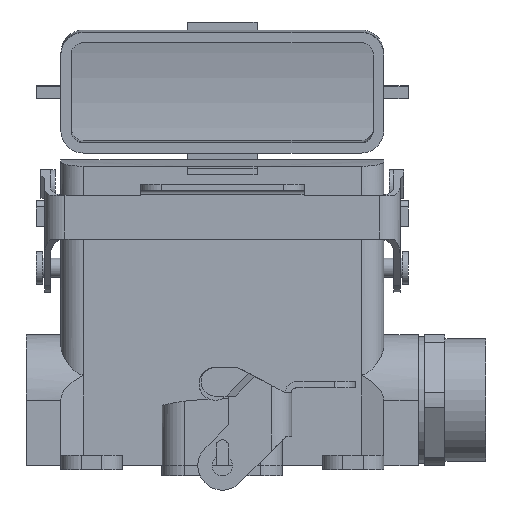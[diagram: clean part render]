
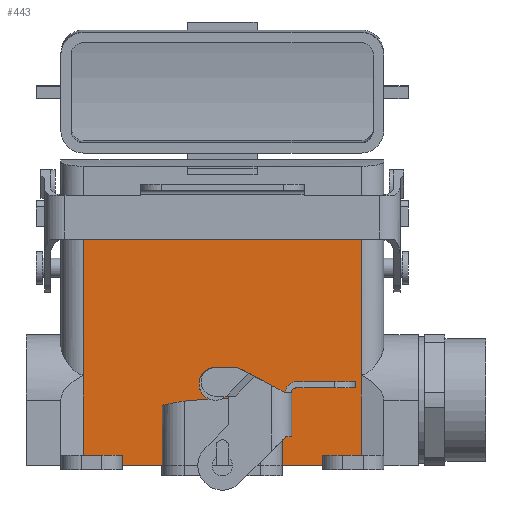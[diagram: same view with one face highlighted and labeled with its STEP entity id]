
A CAD part, front view. The second image highlights one B-rep face of the part: STEP entity #443.
In plain terms, the highlighted planar face has unit normal (0, -1, 0).
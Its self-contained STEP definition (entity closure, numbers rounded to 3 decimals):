
#443 = ADVANCED_FACE( '', ( #1065 ), #1066, .T. );
#1065 = FACE_OUTER_BOUND( '', #1918, .T. );
#1066 = PLANE( '', #1919 );
#1918 = EDGE_LOOP( '', ( #3142, #3143, #3144, #3145, #3146, #3147, #3148, #3149, #3150, #3151 ) );
#1919 = AXIS2_PLACEMENT_3D( '', #3152, #3153, #3154 );
#3142 = ORIENTED_EDGE( '', *, *, #4906, .T. );
#3143 = ORIENTED_EDGE( '', *, *, #5205, .F. );
#3144 = ORIENTED_EDGE( '', *, *, #5206, .T. );
#3145 = ORIENTED_EDGE( '', *, *, #5207, .F. );
#3146 = ORIENTED_EDGE( '', *, *, #5208, .F. );
#3147 = ORIENTED_EDGE( '', *, *, #5200, .T. );
#3148 = ORIENTED_EDGE( '', *, *, #5062, .F. );
#3149 = ORIENTED_EDGE( '', *, *, #4874, .F. );
#3150 = ORIENTED_EDGE( '', *, *, #5119, .F. );
#3151 = ORIENTED_EDGE( '', *, *, #5209, .T. );
#3152 = CARTESIAN_POINT( '', ( -34., -14.75, 56. ) );
#3153 = DIRECTION( '', ( 0., -1., 0. ) );
#3154 = DIRECTION( '', ( 0., 0., 1. ) );
#4874 = EDGE_CURVE( '', #5788, #5783, #5790, .T. );
#4906 = EDGE_CURVE( '', #5847, #5845, #5848, .T. );
#5062 = EDGE_CURVE( '', #5783, #6117, #6118, .T. );
#5119 = EDGE_CURVE( '', #6208, #5788, #6210, .T. );
#5200 = EDGE_CURVE( '', #6344, #6117, #6345, .T. );
#5205 = EDGE_CURVE( '', #6352, #5845, #6353, .T. );
#5206 = EDGE_CURVE( '', #6352, #6354, #6355, .T. );
#5207 = EDGE_CURVE( '', #6356, #6354, #6357, .T. );
#5208 = EDGE_CURVE( '', #6344, #6356, #6358, .T. );
#5209 = EDGE_CURVE( '', #6208, #5847, #6359, .T. );
#5783 = VERTEX_POINT( '', #7130 );
#5788 = VERTEX_POINT( '', #7157 );
#5790 = LINE( '', #7159, #7160 );
#5845 = VERTEX_POINT( '', #7232 );
#5847 = VERTEX_POINT( '', #7235 );
#5848 = LINE( '', #7236, #7237 );
#6117 = VERTEX_POINT( '', #7640 );
#6118 = LINE( '', #7641, #7642 );
#6208 = VERTEX_POINT( '', #7762 );
#6210 = LINE( '', #7764, #7765 );
#6344 = VERTEX_POINT( '', #7960 );
#6345 = LINE( '', #7961, #7962 );
#6352 = VERTEX_POINT( '', #7970 );
#6353 = LINE( '', #7971, #7972 );
#6354 = VERTEX_POINT( '', #7973 );
#6355 = LINE( '', #7974, #7975 );
#6356 = VERTEX_POINT( '', #7976 );
#6357 = LINE( '', #7977, #7978 );
#6358 = LINE( '', #7979, #7980 );
#6359 = LINE( '', #7981, #7982 );
#7130 = CARTESIAN_POINT( '', ( 34., -14.75, 22.2 ) );
#7157 = CARTESIAN_POINT( '', ( 34., -14.75, 56. ) );
#7159 = CARTESIAN_POINT( '', ( 34., -14.75, 56. ) );
#7160 = VECTOR( '', #9189, 1000. );
#7232 = CARTESIAN_POINT( '', ( -34., -14.75, 2.5 ) );
#7235 = CARTESIAN_POINT( '', ( -34., -14.75, 22.2 ) );
#7236 = CARTESIAN_POINT( '', ( -34., -14.75, 75.472 ) );
#7237 = VECTOR( '', #9226, 1000. );
#7640 = CARTESIAN_POINT( '', ( 34., -14.75, 2.5 ) );
#7641 = CARTESIAN_POINT( '', ( 34., -14.75, 75.472 ) );
#7642 = VECTOR( '', #9400, 1000. );
#7762 = CARTESIAN_POINT( '', ( -34., -14.75, 56. ) );
#7764 = CARTESIAN_POINT( '', ( -34., -14.75, 56. ) );
#7765 = VECTOR( '', #9476, 1000. );
#7960 = CARTESIAN_POINT( '', ( 24.5, -14.75, 2.5 ) );
#7961 = CARTESIAN_POINT( '', ( 34., -14.75, 2.5 ) );
#7962 = VECTOR( '', #9586, 1000. );
#7970 = CARTESIAN_POINT( '', ( -24.5, -14.75, 2.5 ) );
#7971 = CARTESIAN_POINT( '', ( -34., -14.75, 2.5 ) );
#7972 = VECTOR( '', #9594, 1000. );
#7973 = CARTESIAN_POINT( '', ( -24.5, -14.75, 0. ) );
#7974 = CARTESIAN_POINT( '', ( -24.5, -14.75, 56. ) );
#7975 = VECTOR( '', #9595, 1000. );
#7976 = CARTESIAN_POINT( '', ( 24.5, -14.75, 0. ) );
#7977 = CARTESIAN_POINT( '', ( 0., -14.75, 0. ) );
#7978 = VECTOR( '', #9596, 1000. );
#7979 = CARTESIAN_POINT( '', ( 24.5, -14.75, 56. ) );
#7980 = VECTOR( '', #9597, 1000. );
#7981 = CARTESIAN_POINT( '', ( -34., -14.75, 56. ) );
#7982 = VECTOR( '', #9598, 1000. );
#9189 = DIRECTION( '', ( 0., 0., -1. ) );
#9226 = DIRECTION( '', ( 0., 0., -1. ) );
#9400 = DIRECTION( '', ( 0., 0., -1. ) );
#9476 = DIRECTION( '', ( 1., 0., 0. ) );
#9586 = DIRECTION( '', ( 1., 0., 0. ) );
#9594 = DIRECTION( '', ( -1., 0., 0. ) );
#9595 = DIRECTION( '', ( 0., 0., -1. ) );
#9596 = DIRECTION( '', ( -1., 0., 0. ) );
#9597 = DIRECTION( '', ( 0., 0., -1. ) );
#9598 = DIRECTION( '', ( 0., 0., -1. ) );
